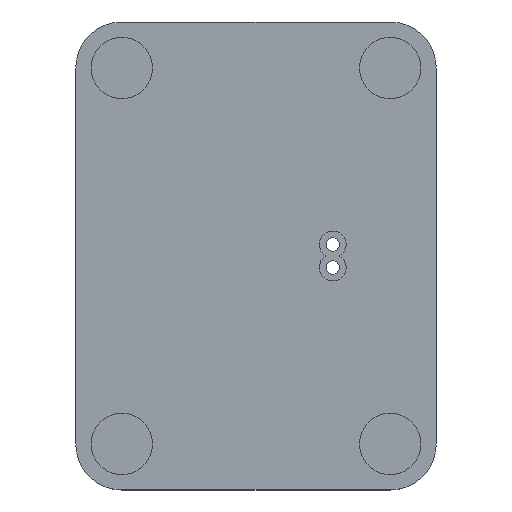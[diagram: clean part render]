
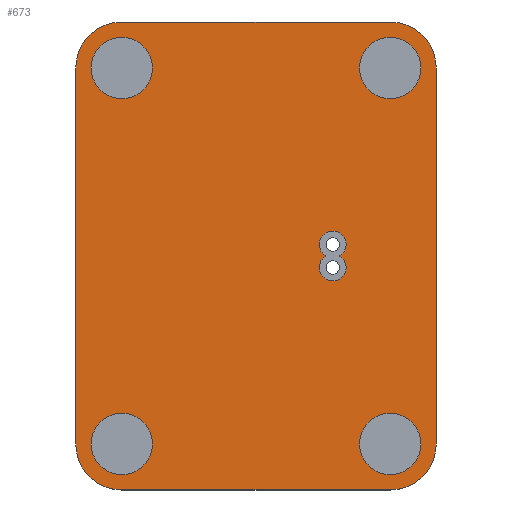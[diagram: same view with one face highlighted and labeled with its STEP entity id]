
A CAD part, top view. The second image highlights one B-rep face of the part: STEP entity #673.
In plain terms, the highlighted planar face has unit normal (0, 0, 1).
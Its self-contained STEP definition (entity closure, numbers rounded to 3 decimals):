
#35=FACE_BOUND('',#206,.T.);
#36=FACE_BOUND('',#207,.T.);
#37=FACE_BOUND('',#208,.T.);
#38=FACE_BOUND('',#209,.T.);
#39=FACE_BOUND('',#210,.T.);
#47=LINE('',#1033,#103);
#48=LINE('',#1037,#104);
#49=LINE('',#1041,#105);
#50=LINE('',#1045,#106);
#103=VECTOR('',#815,10.);
#104=VECTOR('',#818,10.);
#105=VECTOR('',#821,10.);
#106=VECTOR('',#824,10.);
#163=FACE_OUTER_BOUND('',#205,.T.);
#205=EDGE_LOOP('',(#459,#460,#461,#462,#463,#464,#465,#466));
#206=EDGE_LOOP('',(#467,#468));
#207=EDGE_LOOP('',(#469));
#208=EDGE_LOOP('',(#470));
#209=EDGE_LOOP('',(#471));
#210=EDGE_LOOP('',(#472));
#259=CIRCLE('',#722,12.);
#260=CIRCLE('',#723,12.);
#261=CIRCLE('',#724,12.);
#262=CIRCLE('',#725,12.);
#263=CIRCLE('',#726,3.5);
#264=CIRCLE('',#727,3.5);
#265=CIRCLE('',#728,8.);
#266=CIRCLE('',#729,8.);
#267=CIRCLE('',#730,8.);
#268=CIRCLE('',#731,8.);
#299=VERTEX_POINT('',#1031);
#300=VERTEX_POINT('',#1032);
#301=VERTEX_POINT('',#1034);
#302=VERTEX_POINT('',#1036);
#303=VERTEX_POINT('',#1038);
#304=VERTEX_POINT('',#1040);
#305=VERTEX_POINT('',#1042);
#306=VERTEX_POINT('',#1044);
#307=VERTEX_POINT('',#1047);
#308=VERTEX_POINT('',#1048);
#309=VERTEX_POINT('',#1051);
#310=VERTEX_POINT('',#1053);
#311=VERTEX_POINT('',#1055);
#312=VERTEX_POINT('',#1057);
#363=EDGE_CURVE('',#299,#300,#47,.T.);
#364=EDGE_CURVE('',#301,#299,#259,.T.);
#365=EDGE_CURVE('',#302,#301,#48,.T.);
#366=EDGE_CURVE('',#303,#302,#260,.T.);
#367=EDGE_CURVE('',#304,#303,#49,.T.);
#368=EDGE_CURVE('',#305,#304,#261,.T.);
#369=EDGE_CURVE('',#306,#305,#50,.T.);
#370=EDGE_CURVE('',#300,#306,#262,.T.);
#371=EDGE_CURVE('',#307,#308,#263,.T.);
#372=EDGE_CURVE('',#308,#307,#264,.T.);
#373=EDGE_CURVE('',#309,#309,#265,.T.);
#374=EDGE_CURVE('',#310,#310,#266,.T.);
#375=EDGE_CURVE('',#311,#311,#267,.T.);
#376=EDGE_CURVE('',#312,#312,#268,.T.);
#459=ORIENTED_EDGE('',*,*,#363,.F.);
#460=ORIENTED_EDGE('',*,*,#364,.F.);
#461=ORIENTED_EDGE('',*,*,#365,.F.);
#462=ORIENTED_EDGE('',*,*,#366,.F.);
#463=ORIENTED_EDGE('',*,*,#367,.F.);
#464=ORIENTED_EDGE('',*,*,#368,.F.);
#465=ORIENTED_EDGE('',*,*,#369,.F.);
#466=ORIENTED_EDGE('',*,*,#370,.F.);
#467=ORIENTED_EDGE('',*,*,#371,.F.);
#468=ORIENTED_EDGE('',*,*,#372,.F.);
#469=ORIENTED_EDGE('',*,*,#373,.F.);
#470=ORIENTED_EDGE('',*,*,#374,.F.);
#471=ORIENTED_EDGE('',*,*,#375,.F.);
#472=ORIENTED_EDGE('',*,*,#376,.F.);
#651=PLANE('',#721);
#673=ADVANCED_FACE('',(#163,#35,#36,#37,#38,#39),#651,.T.);
#721=AXIS2_PLACEMENT_3D('',#1030,#813,#814);
#722=AXIS2_PLACEMENT_3D('',#1035,#816,#817);
#723=AXIS2_PLACEMENT_3D('',#1039,#819,#820);
#724=AXIS2_PLACEMENT_3D('',#1043,#822,#823);
#725=AXIS2_PLACEMENT_3D('',#1046,#825,#826);
#726=AXIS2_PLACEMENT_3D('',#1049,#827,#828);
#727=AXIS2_PLACEMENT_3D('',#1050,#829,#830);
#728=AXIS2_PLACEMENT_3D('',#1052,#831,#832);
#729=AXIS2_PLACEMENT_3D('',#1054,#833,#834);
#730=AXIS2_PLACEMENT_3D('',#1056,#835,#836);
#731=AXIS2_PLACEMENT_3D('',#1058,#837,#838);
#813=DIRECTION('center_axis',(0.,0.,1.));
#814=DIRECTION('ref_axis',(-1.,0.,0.));
#815=DIRECTION('',(0.,1.,0.));
#816=DIRECTION('center_axis',(0.,0.,-1.));
#817=DIRECTION('ref_axis',(-1.,0.,0.));
#818=DIRECTION('',(-1.,0.,0.));
#819=DIRECTION('center_axis',(0.,0.,-1.));
#820=DIRECTION('ref_axis',(0.,-1.,0.));
#821=DIRECTION('',(0.,-1.,0.));
#822=DIRECTION('center_axis',(0.,0.,-1.));
#823=DIRECTION('ref_axis',(1.,0.,0.));
#824=DIRECTION('',(1.,0.,0.));
#825=DIRECTION('center_axis',(0.,0.,-1.));
#826=DIRECTION('ref_axis',(0.,1.,0.));
#827=DIRECTION('center_axis',(0.,0.,1.));
#828=DIRECTION('ref_axis',(-1.,0.,0.));
#829=DIRECTION('center_axis',(0.,0.,1.));
#830=DIRECTION('ref_axis',(-1.,0.,0.));
#831=DIRECTION('center_axis',(0.,0.,1.));
#832=DIRECTION('ref_axis',(-1.,0.,0.));
#833=DIRECTION('center_axis',(0.,0.,1.));
#834=DIRECTION('ref_axis',(-1.,0.,0.));
#835=DIRECTION('center_axis',(0.,0.,1.));
#836=DIRECTION('ref_axis',(-1.,0.,0.));
#837=DIRECTION('center_axis',(0.,0.,1.));
#838=DIRECTION('ref_axis',(-1.,0.,0.));
#1030=CARTESIAN_POINT('Origin',(18.625,7.,12.4));
#1031=CARTESIAN_POINT('',(-47.,-63.,12.4));
#1032=CARTESIAN_POINT('',(-47.,35.,12.4));
#1033=CARTESIAN_POINT('',(-47.,-10.5,12.4));
#1034=CARTESIAN_POINT('',(-35.,-75.,12.4));
#1035=CARTESIAN_POINT('Origin',(-35.,-63.,12.4));
#1036=CARTESIAN_POINT('',(35.,-75.,12.4));
#1037=CARTESIAN_POINT('',(26.813,-75.,12.4));
#1038=CARTESIAN_POINT('',(47.,-63.,12.4));
#1039=CARTESIAN_POINT('Origin',(35.,-63.,12.4));
#1040=CARTESIAN_POINT('',(47.,35.,12.4));
#1041=CARTESIAN_POINT('',(47.,24.5,12.4));
#1042=CARTESIAN_POINT('',(35.,47.,12.4));
#1043=CARTESIAN_POINT('Origin',(35.,35.,12.4));
#1044=CARTESIAN_POINT('',(-35.,47.,12.4));
#1045=CARTESIAN_POINT('',(-8.188,47.,12.4));
#1046=CARTESIAN_POINT('Origin',(-35.,35.,12.4));
#1047=CARTESIAN_POINT('',(18.197,-14.,12.4));
#1048=CARTESIAN_POINT('',(21.803,-14.,12.4));
#1049=CARTESIAN_POINT('Origin',(20.,-17.,12.4));
#1050=CARTESIAN_POINT('Origin',(20.,-11.,12.4));
#1051=CARTESIAN_POINT('',(-27.,-63.,12.4));
#1052=CARTESIAN_POINT('Origin',(-35.,-63.,12.4));
#1053=CARTESIAN_POINT('',(43.,-63.,12.4));
#1054=CARTESIAN_POINT('Origin',(35.,-63.,12.4));
#1055=CARTESIAN_POINT('',(43.,35.,12.4));
#1056=CARTESIAN_POINT('Origin',(35.,35.,12.4));
#1057=CARTESIAN_POINT('',(-27.,35.,12.4));
#1058=CARTESIAN_POINT('Origin',(-35.,35.,12.4));
